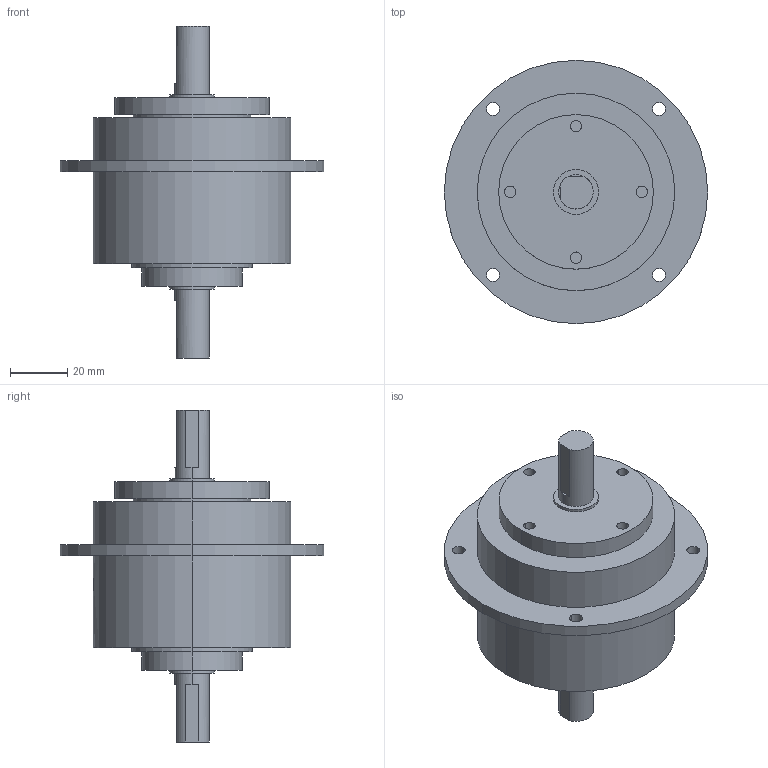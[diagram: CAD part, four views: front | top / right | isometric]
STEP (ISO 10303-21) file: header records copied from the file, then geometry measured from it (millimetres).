
FILE_DESCRIPTION (( 'STEP AP203' ), '1' );
FILE_NAME ('OPC 20_23379900.STEP', '2016-03-04T00:23:38', ( ' ' ), ( '' ), 'SwSTEP 2.0', 'SolidWorks 2009', '' );
FILE_SCHEMA (( 'CONFIG_CONTROL_DESIGN' ));
Length unit declared in the file: millimetre
Products named in the file (1): OPC 20_23379900
Bounding box: 92 x 92 x 116 mm (x, y, z)
Volume: 230734.8 mm3; surface area: 30919.5 mm2
Topology: 1 solids, 1 shells, 61 faces, 144 edges, 96 vertices
Faces by surface type: cylinder 40, plane 21
Entity records: 1973 total; most frequent: CARTESIAN_POINT 366, DIRECTION 352, ORIENTED_EDGE 288, AXIS2_PLACEMENT_3D 148, EDGE_CURVE 144, VERTEX_POINT 96, EDGE_LOOP 88, CIRCLE 86
